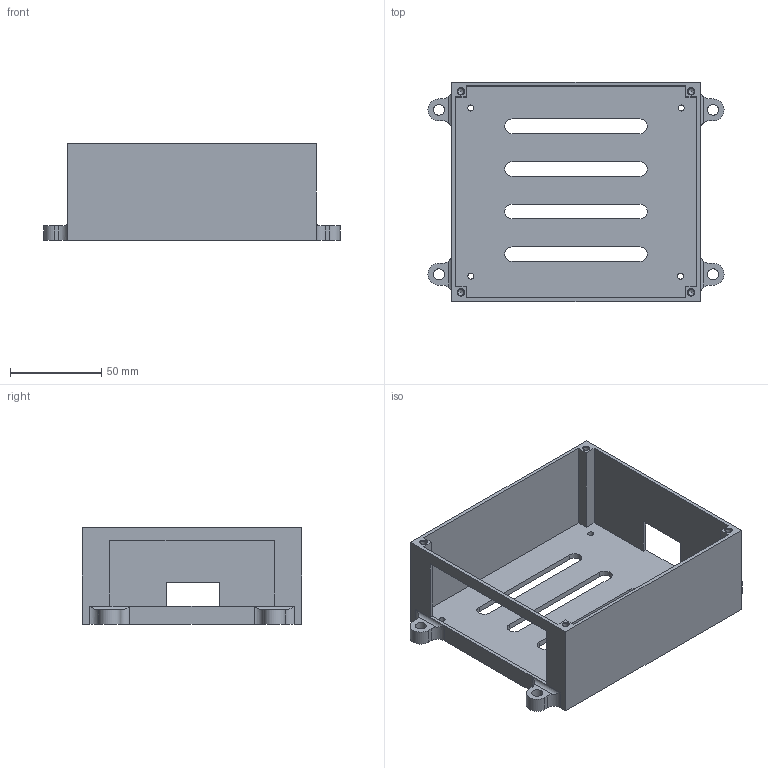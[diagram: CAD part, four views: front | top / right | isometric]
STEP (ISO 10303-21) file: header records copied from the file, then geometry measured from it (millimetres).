
FILE_DESCRIPTION(/* description */ (''),/* implementation_level */ '2;1');
FILE_NAME(/* name */ 'DuetEnclosure.stp',/* time_stamp */ '2024-05-06T16:06:21+01:00',/* author */ (''),/* organization */ (''),/* preprocessor_version */ 'ST-DEVELOPER v16.7',/* originating_system */ 'SIEMENS PLM Software NX 12.0',/* authorisation */ '');
FILE_SCHEMA (('AUTOMOTIVE_DESIGN { 1 0 10303 214 3 1 1 1 }'));
Length unit declared in the file: millimetre
Products named in the file (1): Duet Moutning Bracket
Bounding box: 162 x 120 x 53 mm (x, y, z)
Volume: 94798.6 mm3; surface area: 77681.5 mm2
Topology: 1 solids, 1 shells, 91 faces, 262 edges, 172 vertices
Faces by surface type: plane 47, cylinder 36, cone 8
Full cylindrical faces by diameter (mm): 3.3 x8, 6 x4
Entity records: 2928 total; most frequent: CARTESIAN_POINT 534, DIRECTION 478, ORIENTED_EDGE 468, EDGE_CURVE 234, VERTEX_POINT 168, AXIS2_PLACEMENT_3D 160, LINE 158, VECTOR 158
